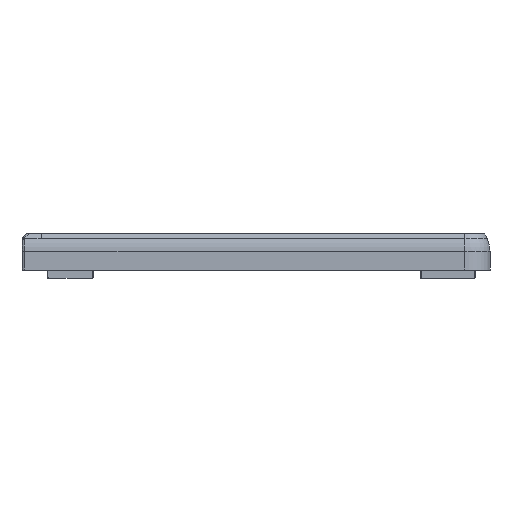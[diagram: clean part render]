
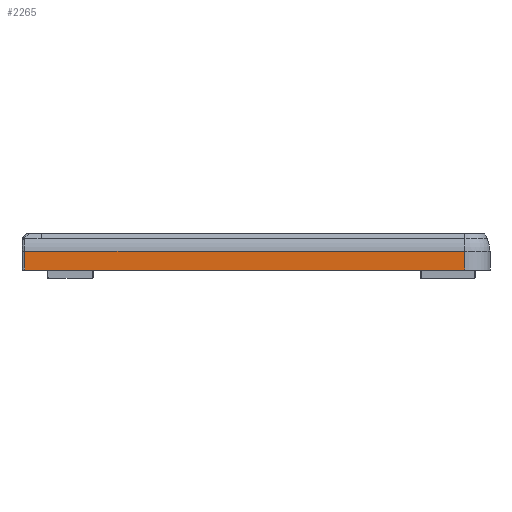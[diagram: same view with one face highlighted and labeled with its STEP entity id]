
A CAD part, left-side view. The second image highlights one B-rep face of the part: STEP entity #2265.
In plain terms, the highlighted planar face has unit normal (-1, 0, 0).
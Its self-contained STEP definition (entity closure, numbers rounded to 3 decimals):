
#71 = CARTESIAN_POINT ( 'NONE',  ( -83., 41.3, 0. ) ) ;
#83 = EDGE_CURVE ( 'NONE', #2974, #4518, #5005, .T. ) ;
#103 = EDGE_CURVE ( 'NONE', #3230, #4663, #1174, .T. ) ;
#217 = CARTESIAN_POINT ( 'NONE',  ( -83., -41.5, 0. ) ) ;
#952 = VECTOR ( 'NONE', #1273, 1000. ) ;
#1011 = ORIENTED_EDGE ( 'NONE', *, *, #1082, .T. ) ;
#1021 = PLANE ( 'NONE',  #4290 ) ;
#1079 = ORIENTED_EDGE ( 'NONE', *, *, #3800, .T. ) ;
#1082 = EDGE_CURVE ( 'NONE', #4663, #2974, #2117, .T. ) ;
#1174 = LINE ( 'NONE', #217, #1511 ) ;
#1273 = DIRECTION ( 'NONE',  ( 0., 0., 1. ) ) ;
#1511 = VECTOR ( 'NONE', #4522, 1000. ) ;
#1535 = CARTESIAN_POINT ( 'NONE',  ( -83., 41.5, 3.32 ) ) ;
#2117 = LINE ( 'NONE', #3846, #952 ) ;
#2265 = ADVANCED_FACE ( 'NONE', ( #5437 ), #1021, .F. ) ;
#2491 = DIRECTION ( 'NONE',  ( 0., 0., -1. ) ) ;
#2525 = LINE ( 'NONE', #5218, #3550 ) ;
#2676 = CARTESIAN_POINT ( 'NONE',  ( -83., -37., 0. ) ) ;
#2771 = CARTESIAN_POINT ( 'NONE',  ( -83., -41.5, 5.7 ) ) ;
#2790 = ORIENTED_EDGE ( 'NONE', *, *, #83, .T. ) ;
#2974 = VERTEX_POINT ( 'NONE', #3598 ) ;
#2989 = ORIENTED_EDGE ( 'NONE', *, *, #103, .T. ) ;
#3203 = EDGE_LOOP ( 'NONE', ( #2790, #1079, #2989, #1011 ) ) ;
#3230 = VERTEX_POINT ( 'NONE', #71 ) ;
#3358 = DIRECTION ( 'NONE',  ( 0., 1., 0. ) ) ;
#3550 = VECTOR ( 'NONE', #2491, 1000. ) ;
#3598 = CARTESIAN_POINT ( 'NONE',  ( -83., -37., 3.32 ) ) ;
#3800 = EDGE_CURVE ( 'NONE', #4518, #3230, #2525, .T. ) ;
#3846 = CARTESIAN_POINT ( 'NONE',  ( -83., -37., 5.7 ) ) ;
#4290 = AXIS2_PLACEMENT_3D ( 'NONE', #2771, #4523, #5006 ) ;
#4518 = VERTEX_POINT ( 'NONE', #4573 ) ;
#4522 = DIRECTION ( 'NONE',  ( 0., -1., 0. ) ) ;
#4523 = DIRECTION ( 'NONE',  ( 1., 0., 0. ) ) ;
#4573 = CARTESIAN_POINT ( 'NONE',  ( -83., 41.3, 3.32 ) ) ;
#4663 = VERTEX_POINT ( 'NONE', #2676 ) ;
#4878 = VECTOR ( 'NONE', #3358, 1000. ) ;
#5005 = LINE ( 'NONE', #1535, #4878 ) ;
#5006 = DIRECTION ( 'NONE',  ( 0., 0., -1. ) ) ;
#5218 = CARTESIAN_POINT ( 'NONE',  ( -83., 41.3, 0. ) ) ;
#5437 = FACE_OUTER_BOUND ( 'NONE', #3203, .T. ) ;
